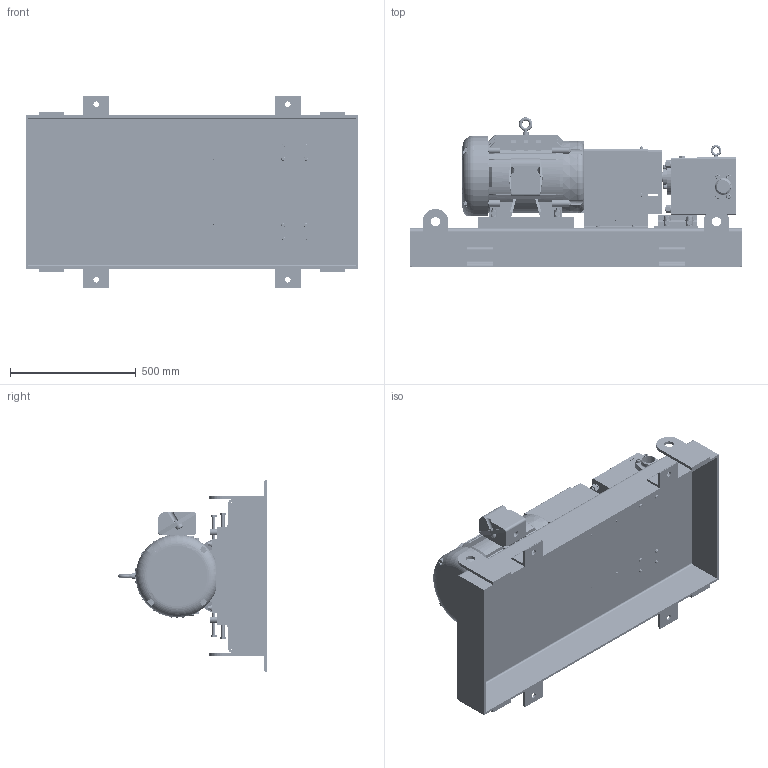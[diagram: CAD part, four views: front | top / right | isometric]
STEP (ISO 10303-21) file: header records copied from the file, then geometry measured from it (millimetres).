
FILE_DESCRIPTION (( 'STEP AP214' ), '1' );
FILE_NAME ('GPV-1415-032-U.STEP', '2019-10-08T16:03:21', ( '' ), ( '' ), 'SwSTEP 2.0', 'SolidWorks 2018', '' );
FILE_SCHEMA (( 'AUTOMOTIVE_DESIGN' ));
Length unit declared in the file: inch
Products named in the file (1): GPV-1415-032-U
Bounding box: 1320.8 x 593.09 x 762 mm (x, y, z)
Volume: 75722310.8 mm3; surface area: 6740743 mm2
Topology: 128 solids, 128 shells, 6698 faces, 16540 edges, 10376 vertices
Faces by surface type: plane 2959, cylinder 1739, cone 1118, torus 563, bspline 309, sphere 10
Entity records: 270509 total; most frequent: CARTESIAN_POINT 98637, ORIENTED_EDGE 32988, DIRECTION 31400, EDGE_CURVE 16494, AXIS2_PLACEMENT_3D 11516, VERTEX_POINT 10376, VECTOR 8368, LINE 8368
